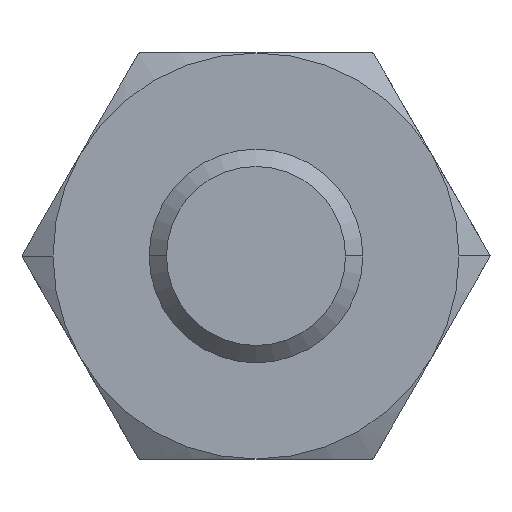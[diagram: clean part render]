
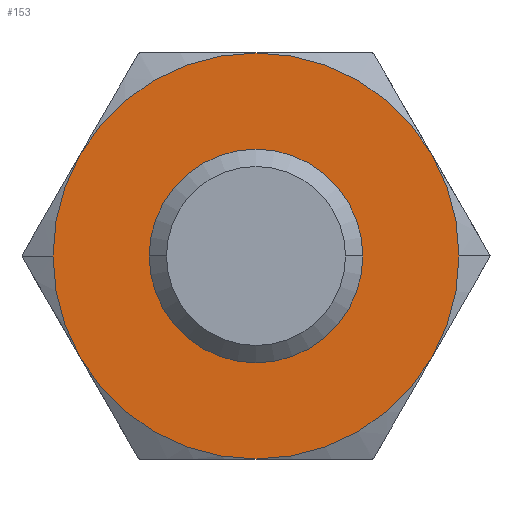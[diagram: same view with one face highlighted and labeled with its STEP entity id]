
A CAD part, front view. The second image highlights one B-rep face of the part: STEP entity #153.
In plain terms, the highlighted planar face has unit normal (0, -1, 0).
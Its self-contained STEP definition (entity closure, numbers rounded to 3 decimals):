
#153=ADVANCED_FACE('',(#305,#306),#307,.T.);
#305=FACE_BOUND('',#454,.T.);
#306=FACE_OUTER_BOUND('',#455,.T.);
#307=PLANE('',#456);
#454=EDGE_LOOP('',(#806,#807));
#455=EDGE_LOOP('',(#808,#809,#810,#811,#812,#813,#814,#815));
#456=AXIS2_PLACEMENT_3D('',#816,#817,#818);
#806=ORIENTED_EDGE('',*,*,#929,.T.);
#807=ORIENTED_EDGE('',*,*,#931,.T.);
#808=ORIENTED_EDGE('',*,*,#992,.F.);
#809=ORIENTED_EDGE('',*,*,#988,.F.);
#810=ORIENTED_EDGE('',*,*,#984,.F.);
#811=ORIENTED_EDGE('',*,*,#980,.F.);
#812=ORIENTED_EDGE('',*,*,#888,.F.);
#813=ORIENTED_EDGE('',*,*,#977,.F.);
#814=ORIENTED_EDGE('',*,*,#999,.F.);
#815=ORIENTED_EDGE('',*,*,#881,.F.);
#816=CARTESIAN_POINT('',(4.75,0.0,0.0));
#817=DIRECTION('',(-0.0,-1.0,-0.0));
#818=DIRECTION('',(-1.0,0.0,0.0));
#881=EDGE_CURVE('',#1039,#1042,#1043,.T.);
#888=EDGE_CURVE('',#1053,#1049,#1055,.T.);
#929=EDGE_CURVE('',#1110,#1113,#1115,.T.);
#931=EDGE_CURVE('',#1113,#1110,#1117,.T.);
#977=EDGE_CURVE('',#1183,#1053,#1185,.T.);
#980=EDGE_CURVE('',#1049,#1188,#1189,.T.);
#984=EDGE_CURVE('',#1188,#1193,#1194,.T.);
#988=EDGE_CURVE('',#1193,#1198,#1199,.T.);
#992=EDGE_CURVE('',#1198,#1039,#1203,.T.);
#999=EDGE_CURVE('',#1042,#1183,#1210,.T.);
#1039=VERTEX_POINT('',#1274);
#1042=VERTEX_POINT('',#1278);
#1043=CIRCLE('',#1279,9.5);
#1049=VERTEX_POINT('',#1296);
#1053=VERTEX_POINT('',#1301);
#1055=CIRCLE('',#1314,9.5);
#1110=VERTEX_POINT('',#1385);
#1113=VERTEX_POINT('',#1389);
#1115=CIRCLE('',#1392,4.188);
#1117=CIRCLE('',#1394,4.188);
#1183=VERTEX_POINT('',#1470);
#1185=CIRCLE('',#1483,9.5);
#1188=VERTEX_POINT('',#1497);
#1189=CIRCLE('',#1498,9.5);
#1193=VERTEX_POINT('',#1524);
#1194=CIRCLE('',#1525,9.5);
#1198=VERTEX_POINT('',#1551);
#1199=CIRCLE('',#1552,9.5);
#1203=CIRCLE('',#1578,9.5);
#1210=CIRCLE('',#1629,9.5);
#1274=CARTESIAN_POINT('',(9.5,0.0,0.));
#1278=CARTESIAN_POINT('',(8.227,0.0,-4.75));
#1279=AXIS2_PLACEMENT_3D('',#1753,#1754,#1755);
#1296=CARTESIAN_POINT('',(-9.5,0.0,0.));
#1301=CARTESIAN_POINT('',(-8.227,0.0,-4.75));
#1314=AXIS2_PLACEMENT_3D('',#1763,#1764,#1765);
#1385=CARTESIAN_POINT('',(4.188,0.0,0.0));
#1389=CARTESIAN_POINT('',(-4.188,0.0,0.));
#1392=AXIS2_PLACEMENT_3D('',#1823,#1824,#1825);
#1394=AXIS2_PLACEMENT_3D('',#1826,#1827,#1828);
#1470=CARTESIAN_POINT('',(0.0,0.0,-9.5));
#1483=AXIS2_PLACEMENT_3D('',#1896,#1897,#1898);
#1497=CARTESIAN_POINT('',(-8.227,0.0,4.75));
#1498=AXIS2_PLACEMENT_3D('',#1899,#1900,#1901);
#1524=CARTESIAN_POINT('',(0.,0.0,9.5));
#1525=AXIS2_PLACEMENT_3D('',#1902,#1903,#1904);
#1551=CARTESIAN_POINT('',(8.227,0.0,4.75));
#1552=AXIS2_PLACEMENT_3D('',#1905,#1906,#1907);
#1578=AXIS2_PLACEMENT_3D('',#1908,#1909,#1910);
#1629=AXIS2_PLACEMENT_3D('',#1911,#1912,#1913);
#1753=CARTESIAN_POINT('',(0.0,0.0,0.0));
#1754=DIRECTION('',(-0.0,1.0,0.0));
#1755=DIRECTION('',(1.0,0.0,0.0));
#1763=CARTESIAN_POINT('',(0.0,0.0,0.0));
#1764=DIRECTION('',(-0.0,1.0,0.0));
#1765=DIRECTION('',(1.0,0.0,0.0));
#1823=CARTESIAN_POINT('',(0.0,0.0,0.0));
#1824=DIRECTION('',(-0.0,1.0,0.0));
#1825=DIRECTION('',(1.0,0.0,0.0));
#1826=CARTESIAN_POINT('',(0.0,0.0,0.0));
#1827=DIRECTION('',(-0.0,1.0,0.0));
#1828=DIRECTION('',(1.0,0.0,0.0));
#1896=CARTESIAN_POINT('',(0.0,0.0,0.0));
#1897=DIRECTION('',(-0.0,1.0,0.0));
#1898=DIRECTION('',(1.0,0.0,0.0));
#1899=CARTESIAN_POINT('',(0.0,0.0,0.0));
#1900=DIRECTION('',(-0.0,1.0,0.0));
#1901=DIRECTION('',(1.0,0.0,0.0));
#1902=CARTESIAN_POINT('',(0.0,0.0,0.0));
#1903=DIRECTION('',(-0.0,1.0,0.0));
#1904=DIRECTION('',(1.0,0.0,0.0));
#1905=CARTESIAN_POINT('',(0.0,0.0,0.0));
#1906=DIRECTION('',(-0.0,1.0,0.0));
#1907=DIRECTION('',(1.0,0.0,0.0));
#1908=CARTESIAN_POINT('',(0.0,0.0,0.0));
#1909=DIRECTION('',(-0.0,1.0,0.0));
#1910=DIRECTION('',(1.0,0.0,0.0));
#1911=CARTESIAN_POINT('',(0.0,0.0,0.0));
#1912=DIRECTION('',(-0.0,1.0,0.0));
#1913=DIRECTION('',(1.0,0.0,0.0));
